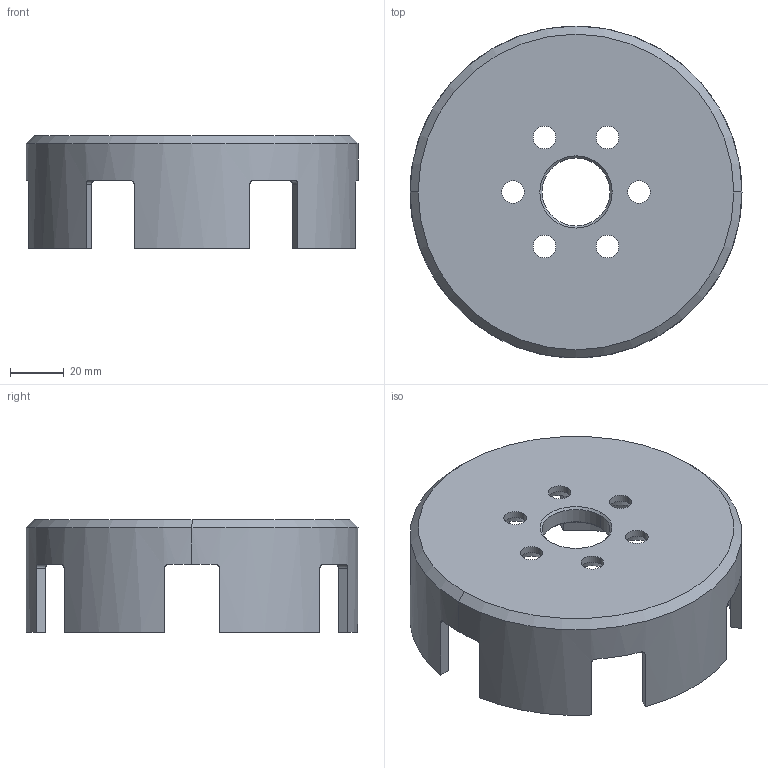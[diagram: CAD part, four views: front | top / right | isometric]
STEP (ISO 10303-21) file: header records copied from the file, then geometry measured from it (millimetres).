
FILE_DESCRIPTION (( 'STEP AP203' ), '1' );
FILE_NAME ('016-0657_23DRIVECUP_Default_sldprt.STEP', '2023-01-20T01:24:25', ( '' ), ( '' ), 'SwSTEP 2.0', 'SolidWorks 2022', '' );
FILE_SCHEMA (( 'CONFIG_CONTROL_DESIGN' ));
Length unit declared in the file: inch
Products named in the file (1): 016-0657_23DRIVECUP_Default_sldprt
Bounding box: 123.83 x 123.83 x 42.06 mm (x, y, z)
Volume: 116808 mm3; surface area: 46580.3 mm2
Topology: 1 solids, 1 shells, 76 faces, 202 edges, 128 vertices
Faces by surface type: cylinder 30, plane 26, cone 18, torus 2
Entity records: 2763 total; most frequent: CARTESIAN_POINT 743, DIRECTION 414, ORIENTED_EDGE 404, EDGE_CURVE 202, AXIS2_PLACEMENT_3D 159, VERTEX_POINT 128, VECTOR 96, LINE 96
